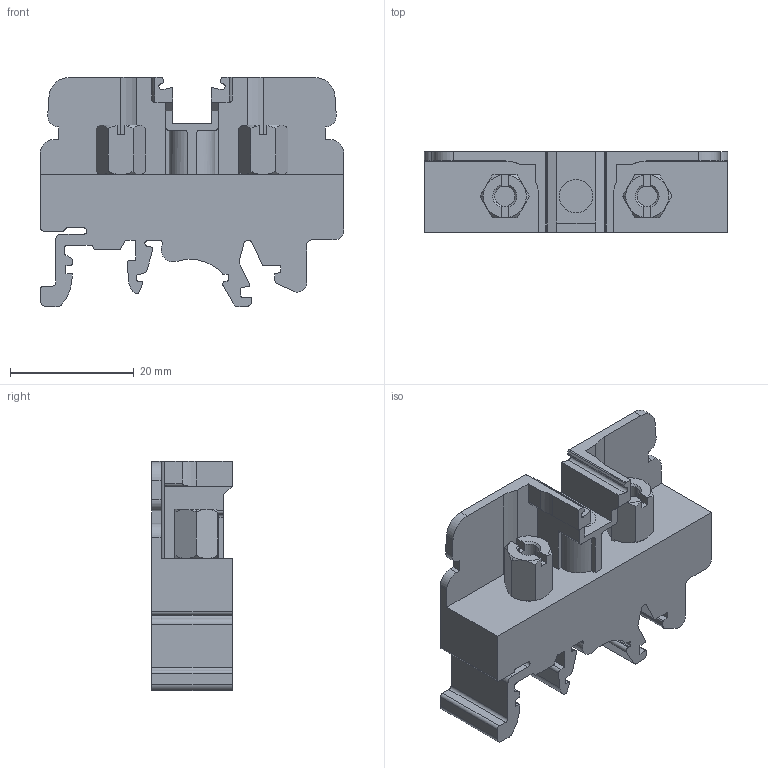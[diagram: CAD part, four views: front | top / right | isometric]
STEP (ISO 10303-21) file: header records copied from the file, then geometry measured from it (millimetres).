
FILE_DESCRIPTION (( 'STEP AP214' ), '1' );
FILE_NAME ('TtecCSB5_N5U.STEP', '2020-10-14T12:26:05', ( '' ), ( '' ), 'SwSTEP 2.0', 'SolidWorks 2020', '' );
FILE_SCHEMA (( 'AUTOMOTIVE_DESIGN' ));
Length unit declared in the file: millimetre
Products named in the file (1): TtecCSB5_N5U
Bounding box: 49 x 13 x 37 mm (x, y, z)
Volume: 10683.6 mm3; surface area: 8052.1 mm2
Topology: 1 solids, 11 shells, 747 faces, 2039 edges, 1336 vertices
Faces by surface type: plane 354, cylinder 245, bspline 106, cone 42
Entity records: 32684 total; most frequent: CARTESIAN_POINT 10774, ORIENTED_EDGE 4074, DIRECTION 3314, EDGE_CURVE 2037, VERTEX_POINT 1336, VECTOR 1204, LINE 1204, AXIS2_PLACEMENT_3D 1055
